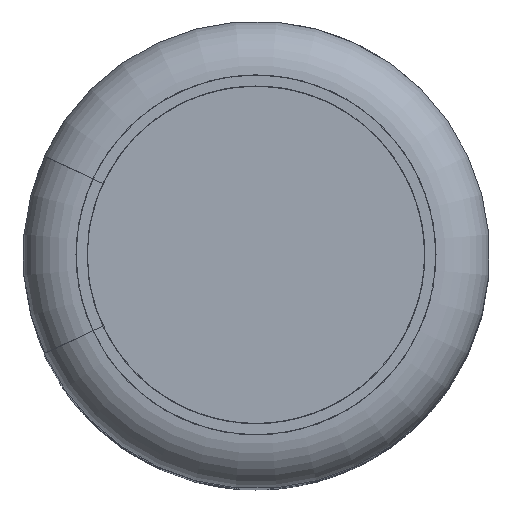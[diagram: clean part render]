
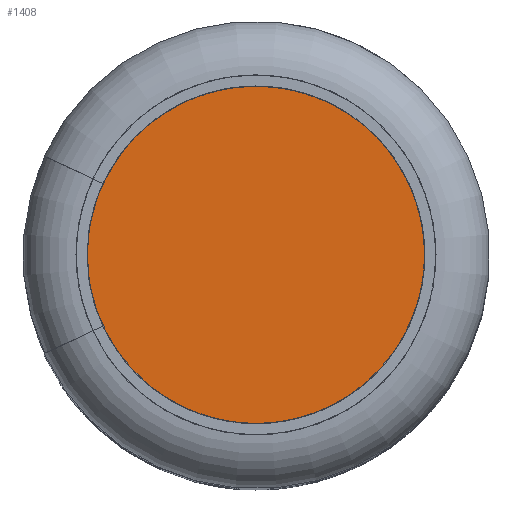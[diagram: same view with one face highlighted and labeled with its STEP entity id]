
A CAD part, top view. The second image highlights one B-rep face of the part: STEP entity #1408.
In plain terms, the highlighted planar face has unit normal (0, 0, 1).
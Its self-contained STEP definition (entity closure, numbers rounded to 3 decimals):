
#1408 = ADVANCED_FACE( '', ( #2978 ), #2979, .T. );
#2978 = FACE_OUTER_BOUND( '', #8365, .T. );
#2979 = PLANE( '', #8366 );
#8365 = EDGE_LOOP( '', ( #12673 ) );
#8366 = AXIS2_PLACEMENT_3D( '', #12674, #12675, #12676 );
#12673 = ORIENTED_EDGE( '', *, *, #14784, .F. );
#12674 = CARTESIAN_POINT( '', ( -1.925, 0., 11. ) );
#12675 = DIRECTION( '', ( 0., 0., 1. ) );
#12676 = DIRECTION( '', ( 1., 0., 0. ) );
#14784 = EDGE_CURVE( '', #17349, #17349, #17350, .T. );
#17349 = VERTEX_POINT( '', #23363 );
#17350 = CIRCLE( '', #23364, 1.925 );
#23363 = CARTESIAN_POINT( '', ( -1.925, 0., 11. ) );
#23364 = AXIS2_PLACEMENT_3D( '', #25099, #25100, #25101 );
#25099 = CARTESIAN_POINT( '', ( 0., 0., 11. ) );
#25100 = DIRECTION( '', ( 0., 0., -1. ) );
#25101 = DIRECTION( '', ( -1., 0., 0. ) );
